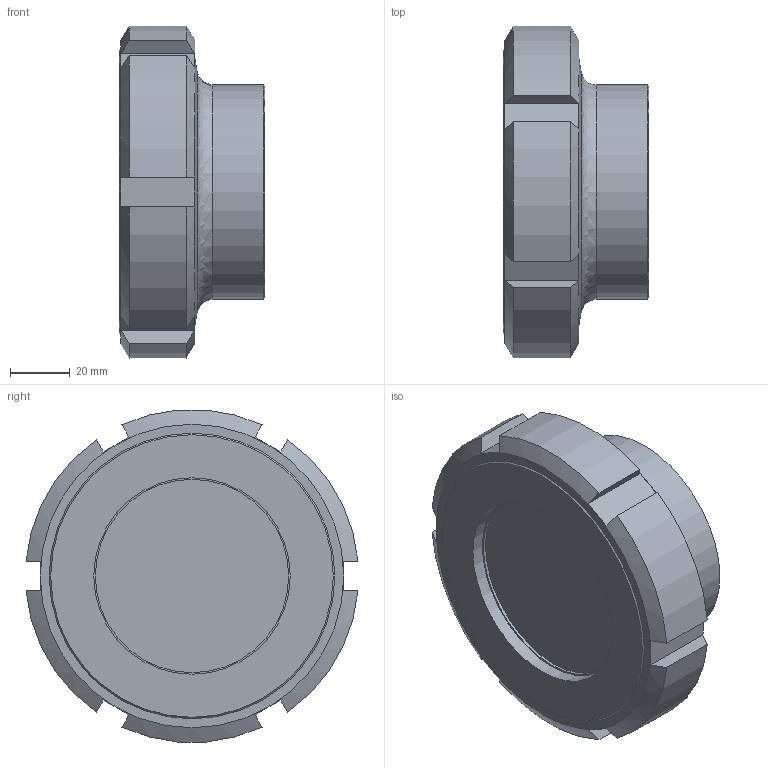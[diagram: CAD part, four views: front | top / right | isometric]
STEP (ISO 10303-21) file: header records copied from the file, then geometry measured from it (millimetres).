
FILE_DESCRIPTION((''),'2;1');
FILE_NAME('62100065X200.stp','2010-10-29T12:41:03',('Creator'),(''),'Autodesk Inventor 2010','Autodesk Inventor 2010','');
FILE_SCHEMA(('AUTOMOTIVE_DESIGN { 1 0 10303 214 1 1 1 1 }'));
Length unit declared in the file: millimetre
Products named in the file (1): 62100065X200
Bounding box: 49 x 111.55 x 111.58 mm (x, y, z)
Volume: 195116.2 mm3; surface area: 53261.3 mm2
Topology: 1 solids, 4 shells, 72 faces, 156 edges, 99 vertices
Faces by surface type: plane 33, cylinder 18, cone 18, torus 2, bspline 1
Full cylindrical faces by diameter (mm): 65 x1, 66 x2, 66.5 x1, 71 x1, 72 x1, 80.8 x1, 81 x1, 85 x1, 86 x1, 93 x1, 95.4 x1
Entity records: 1858 total; most frequent: CARTESIAN_POINT 437, DIRECTION 284, ORIENTED_EDGE 260, AXIS2_PLACEMENT_3D 130, EDGE_CURVE 130, EDGE_LOOP 106, VERTEX_POINT 94, FACE_OUTER_BOUND 72
